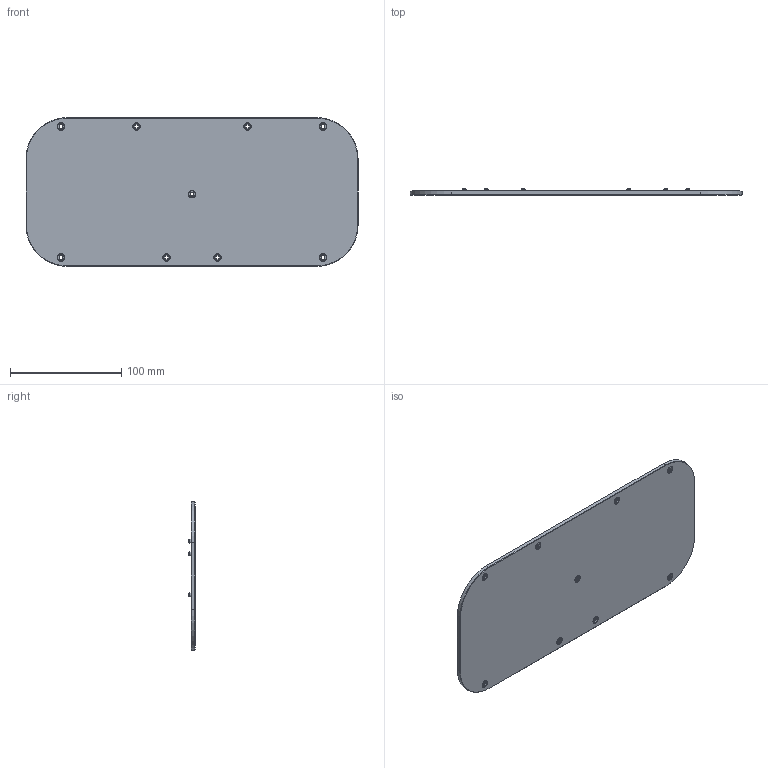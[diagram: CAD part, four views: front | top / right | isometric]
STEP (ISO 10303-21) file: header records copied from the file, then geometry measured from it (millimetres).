
FILE_DESCRIPTION (( 'STEP AP214' ), '1' );
FILE_NAME ('BubbleBox V4 Mono Bottom Panel.STEP', '2023-03-24T03:30:56', ( '' ), ( '' ), 'SwSTEP 2.0', 'SolidWorks 2022', '' );
FILE_SCHEMA (( 'AUTOMOTIVE_DESIGN' ));
Length unit declared in the file: millimetre
Products named in the file (1): BubbleBox V4 Mono Bottom Panel
Bounding box: 298.88 x 5.6 x 133.88 mm (x, y, z)
Volume: 87301.9 mm3; surface area: 81494.8 mm2
Topology: 1 solids, 1 shells, 343 faces, 832 edges, 542 vertices
Faces by surface type: plane 147, cylinder 98, cone 98
Entity records: 10226 total; most frequent: DIRECTION 1914, CARTESIAN_POINT 1718, ORIENTED_EDGE 1664, EDGE_CURVE 832, AXIS2_PLACEMENT_3D 738, VERTEX_POINT 542, VECTOR 438, LINE 438
